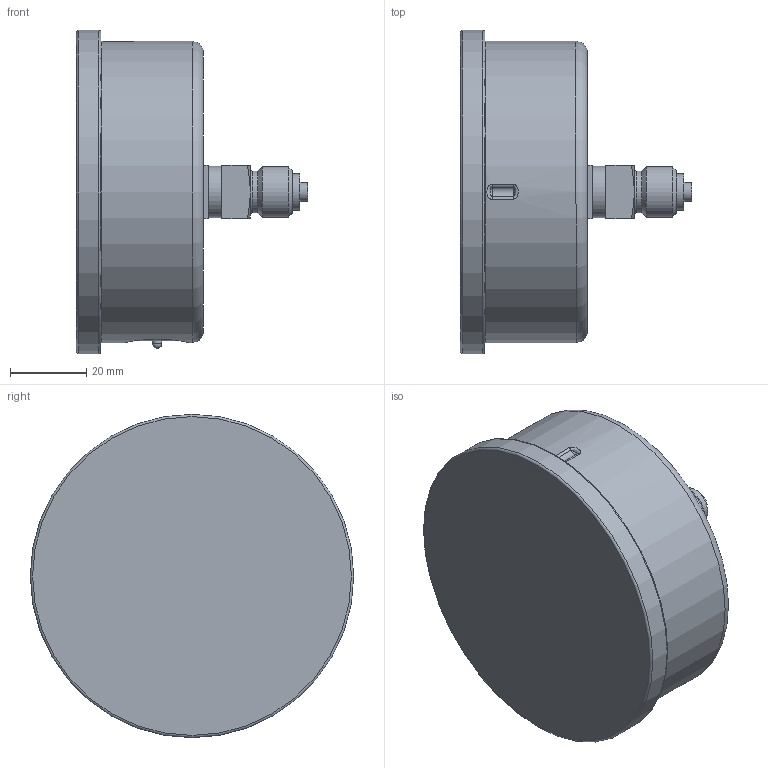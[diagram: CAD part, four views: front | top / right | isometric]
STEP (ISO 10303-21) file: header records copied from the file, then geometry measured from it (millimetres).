
FILE_DESCRIPTION(/* description */ (''),/* implementation_level */ '2;1');
FILE_NAME(/* name */ 'RF80Gly_D712_851XX712.stp',/* time_stamp */ '2018-01-23T12:36:50+01:00',/* author */ ('acgl'),/* organization */ (''),/* preprocessor_version */ 'ST-DEVELOPER v15.6',/* originating_system */ 'Autodesk Inventor 2015',/* authorisation */ '');
FILE_SCHEMA (('AUTOMOTIVE_DESIGN { 1 0 10303 214 3 1 1 }'));
Length unit declared in the file: centimetre
Products named in the file (1): RF80Gly_D712_851XX712
Bounding box: 60.6 x 84.8 x 84.8 mm (x, y, z)
Volume: 171171.1 mm3; surface area: 20583.5 mm2
Topology: 1 solids, 1 shells, 53 faces, 106 edges, 64 vertices
Faces by surface type: plane 18, cylinder 13, torus 10, cone 6, bspline 5, sphere 1
Full cylindrical faces by diameter (mm): 2.5 x1, 5 x1, 9.5 x1, 11 x1, 13.16 x1, 13.5 x1, 79 x1, 84.8 x1
Entity records: 1737 total; most frequent: CARTESIAN_POINT 646, DIRECTION 206, ORIENTED_EDGE 172, AXIS2_PLACEMENT_3D 91, EDGE_CURVE 86, EDGE_LOOP 79, VERTEX_POINT 61, STYLED_ITEM 54
